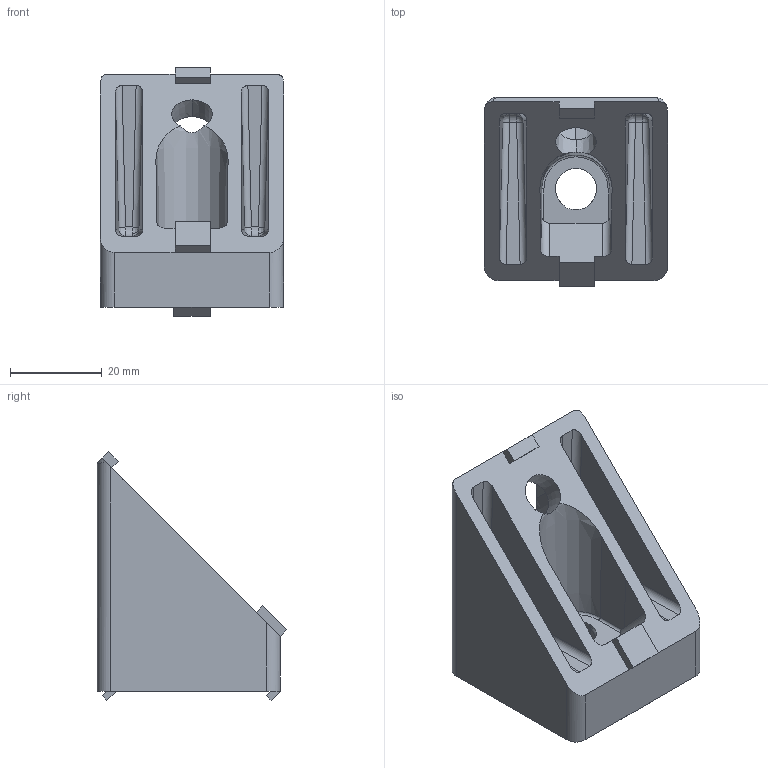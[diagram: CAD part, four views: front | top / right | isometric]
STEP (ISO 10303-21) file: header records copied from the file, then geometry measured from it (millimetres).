
FILE_DESCRIPTION(('STEP AP214'),'1');
FILE_NAME('fath_093ws40145n08.stp','2017-04-24T02:22:09',('TraceParts'),('TraceParts S.A.'),'Spatial InterOp 3D',' ',' ');
FILE_SCHEMA(('automotive_design'));
Length unit declared in the file: millimetre
Products named in the file (1): fath_093ws40145n08
Bounding box: 40 x 41.41 x 54.35 mm (x, y, z)
Volume: 33199.7 mm3; surface area: 13618.6 mm2
Topology: 1 solids, 1 shells, 122 faces, 306 edges, 185 vertices
Faces by surface type: plane 55, cylinder 42, bspline 8, sphere 8, cone 6, torus 3
Entity records: 4891 total; most frequent: CARTESIAN_POINT 1173, ORIENTED_EDGE 600, DIRECTION 527, EDGE_CURVE 300, VERTEX_POINT 185, AXIS2_PLACEMENT_3D 176, LINE 175, VECTOR 175
